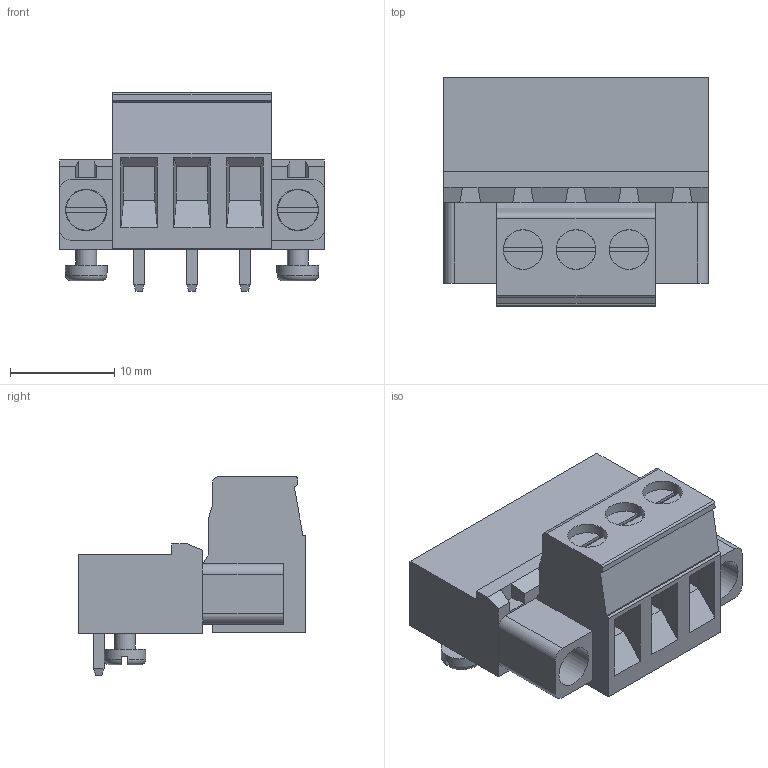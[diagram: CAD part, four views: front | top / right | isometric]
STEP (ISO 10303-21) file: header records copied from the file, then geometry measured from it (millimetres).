
FILE_DESCRIPTION(/* description */ ('model of PhoenixContact_MSTB-GF_03x5.08mm_Angled_ThreadedFlange_MountHole.'),/* implementation_level */ FILE_NAME(/* name */ 'PhoenixContact_MSTB-GF_03x5.08mm_Angled_ThreadedFlange_MountHole..stp',/* time_stamp */ '2017-06-08T17:40:24',/* author */ ('Rene Poeschl',''),/* organization */ (''),/* preprocessor_version */ '',/* originating_system */ '',/* authorisation */ '');
FILE_NAME(/* name */ 'PhoenixContact_MSTB-GF_03x5.08mm_Angled_ThreadedFlange_MountHole..stp',/* time_stamp */ '2017-06-08T17:40:24',/* author */ ('Rene Poeschl',''),/* organization */ (''),/* preprocessor_version */ '',/* originating_system */ '',/* authorisation */ '');
FILE_SCHEMA(('AUTOMOTIVE_DESIGN_CC2 { 1 2 10303 214 -1 1 5 4 }'));
Length unit declared in the file: millimetre
Products named in the file (1): MSTB_01x03_GF_5_08mm_MH
Bounding box: 25.4 x 21.9 x 19.05 mm (x, y, z)
Volume: 4675.5 mm3; surface area: 2762.8 mm2
Topology: 1 solids, 1 shells, 171 faces, 420 edges, 268 vertices
Faces by surface type: plane 137, cylinder 18, bspline 12, torus 4
Full cylindrical faces by diameter (mm): 2 x2, 3.8 x3, 3.9 x2, 4 x4
Entity records: 6938 total; most frequent: CARTESIAN_POINT 1708, ORIENTED_EDGE 840, DIRECTION 790, EDGE_CURVE 420, LINE 330, VECTOR 330, VERTEX_POINT 268, AXIS2_PLACEMENT_3D 230
